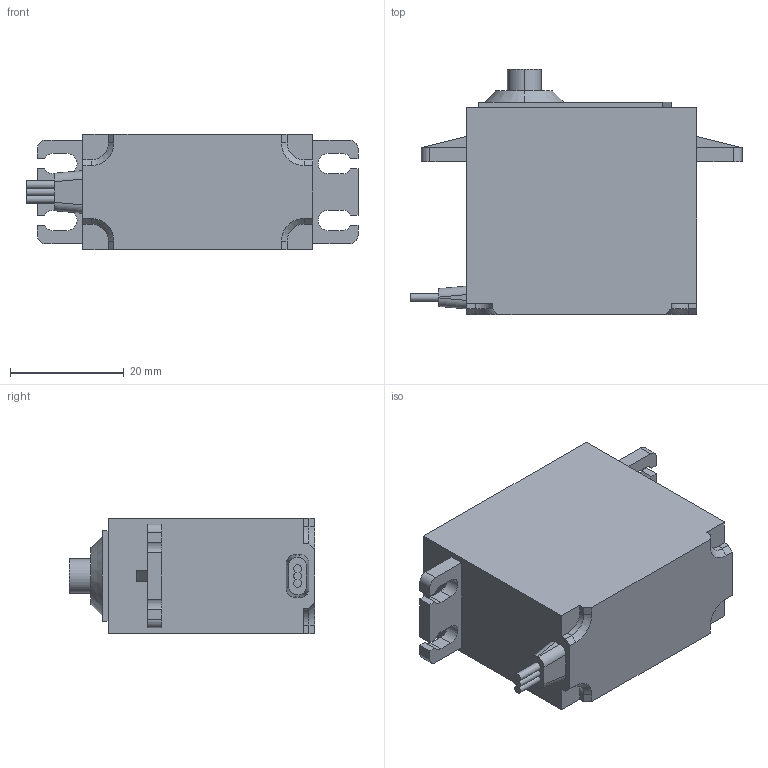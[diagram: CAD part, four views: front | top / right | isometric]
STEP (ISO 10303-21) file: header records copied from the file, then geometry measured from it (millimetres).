
FILE_DESCRIPTION (( 'STEP AP203' ), '1' );
FILE_NAME ('servo-standard.step', '2015-02-17T13:12:55', ( 'Cesar' ), ( '' ), 'SwSTEP 2.0', 'SolidWorks 2013', '' );
FILE_SCHEMA (( 'CONFIG_CONTROL_DESIGN' ));
Length unit declared in the file: millimetre
Products named in the file (1): servo-standard
Bounding box: 58.5 x 43.2 x 20.3 mm (x, y, z)
Volume: 31282.7 mm3; surface area: 7097.4 mm2
Topology: 1 solids, 1 shells, 130 faces, 342 edges, 224 vertices
Faces by surface type: plane 85, cylinder 39, cone 6
Entity records: 4065 total; most frequent: CARTESIAN_POINT 721, ORIENTED_EDGE 684, DIRECTION 674, EDGE_CURVE 342, VECTOR 256, LINE 256, VERTEX_POINT 224, AXIS2_PLACEMENT_3D 209
